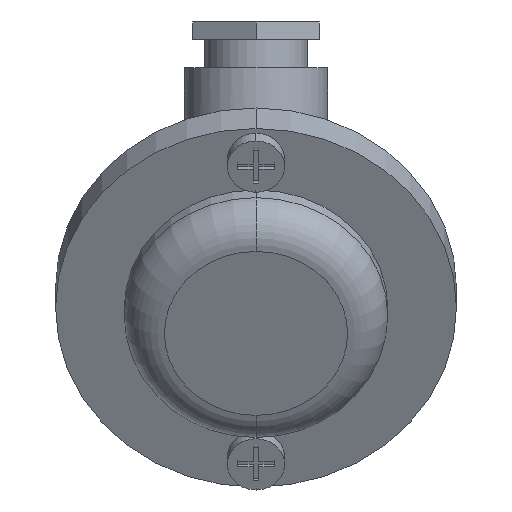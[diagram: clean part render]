
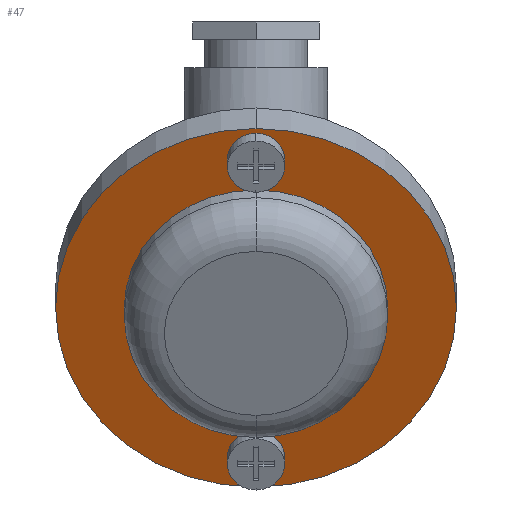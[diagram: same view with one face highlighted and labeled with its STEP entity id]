
A CAD part, front view. The second image highlights one B-rep face of the part: STEP entity #47.
In plain terms, the highlighted planar face has unit normal (0, -0.894, -0.447).
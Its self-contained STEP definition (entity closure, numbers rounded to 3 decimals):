
#18 = EDGE_CURVE ( 'NONE', #656, #2673, #201, .T. ) ;
#22 = EDGE_CURVE ( 'NONE', #1931, #541, #2219, .T. ) ;
#47 = ADVANCED_FACE ( 'NONE', ( #2736, #239, #1994, #2616 ), #555, .T. ) ;
#61 = ORIENTED_EDGE ( 'NONE', *, *, #18, .F. ) ;
#98 = DIRECTION ( 'NONE',  ( 0., -0.894, -0.447 ) ) ;
#111 = ORIENTED_EDGE ( 'NONE', *, *, #1776, .T. ) ;
#137 = CARTESIAN_POINT ( 'NONE',  ( 0., -6.757, 20.626 ) ) ;
#144 = CARTESIAN_POINT ( 'NONE',  ( 0., 4.003, -0.894 ) ) ;
#201 = CIRCLE ( 'NONE', #1260, 5. ) ;
#202 = CARTESIAN_POINT ( 'NONE',  ( 0., 19.235, -31.359 ) ) ;
#239 = FACE_BOUND ( 'NONE', #243, .T. ) ;
#243 = EDGE_LOOP ( 'NONE', ( #2272, #2716 ) ) ;
#250 = CIRCLE ( 'NONE', #297, 35. ) ;
#297 = AXIS2_PLACEMENT_3D ( 'NONE', #2477, #1087, #2949 ) ;
#306 = EDGE_LOOP ( 'NONE', ( #418, #1755 ) ) ;
#315 = CARTESIAN_POINT ( 'NONE',  ( 0., 16.999, -26.887 ) ) ;
#333 = CIRCLE ( 'NONE', #1485, 5. ) ;
#363 = EDGE_CURVE ( 'NONE', #541, #1931, #333, .T. ) ;
#376 = DIRECTION ( 'NONE',  ( 0., -0.894, -0.447 ) ) ;
#418 = ORIENTED_EDGE ( 'NONE', *, *, #2690, .F. ) ;
#541 = VERTEX_POINT ( 'NONE', #137 ) ;
#555 = PLANE ( 'NONE',  #1639 ) ;
#562 = CARTESIAN_POINT ( 'NONE',  ( 0., 14.763, -22.415 ) ) ;
#645 = AXIS2_PLACEMENT_3D ( 'NONE', #1816, #2538, #887 ) ;
#656 = VERTEX_POINT ( 'NONE', #562 ) ;
#777 = DIRECTION ( 'NONE',  ( 0., 0.447, -0.894 ) ) ;
#866 = CARTESIAN_POINT ( 'NONE',  ( 0., 4.003, -0.894 ) ) ;
#887 = DIRECTION ( 'NONE',  ( 0., 0.447, -0.894 ) ) ;
#935 = EDGE_LOOP ( 'NONE', ( #111, #1090 ) ) ;
#1033 = DIRECTION ( 'NONE',  ( 0., 0.447, -0.894 ) ) ;
#1057 = DIRECTION ( 'NONE',  ( 0., 0.447, -0.894 ) ) ;
#1061 = CIRCLE ( 'NONE', #2439, 5. ) ;
#1087 = DIRECTION ( 'NONE',  ( 0., -0.894, -0.447 ) ) ;
#1090 = ORIENTED_EDGE ( 'NONE', *, *, #2560, .T. ) ;
#1105 = VERTEX_POINT ( 'NONE', #1759 ) ;
#1125 = CARTESIAN_POINT ( 'NONE',  ( 0., -11.229, 29.57 ) ) ;
#1157 = VERTEX_POINT ( 'NONE', #2252 ) ;
#1189 = DIRECTION ( 'NONE',  ( 0., -0.894, -0.447 ) ) ;
#1199 = VERTEX_POINT ( 'NONE', #2274 ) ;
#1260 = AXIS2_PLACEMENT_3D ( 'NONE', #315, #1692, #777 ) ;
#1282 = CIRCLE ( 'NONE', #1599, 23. ) ;
#1485 = AXIS2_PLACEMENT_3D ( 'NONE', #2574, #1880, #2819 ) ;
#1525 = EDGE_CURVE ( 'NONE', #1157, #1199, #1282, .T. ) ;
#1557 = DIRECTION ( 'NONE',  ( 0., 0.447, -0.894 ) ) ;
#1599 = AXIS2_PLACEMENT_3D ( 'NONE', #866, #376, #1557 ) ;
#1639 = AXIS2_PLACEMENT_3D ( 'NONE', #2865, #98, #1057 ) ;
#1663 = EDGE_LOOP ( 'NONE', ( #61, #2660 ) ) ;
#1682 = VERTEX_POINT ( 'NONE', #2821 ) ;
#1692 = DIRECTION ( 'NONE',  ( 0., -0.894, -0.447 ) ) ;
#1755 = ORIENTED_EDGE ( 'NONE', *, *, #1525, .F. ) ;
#1759 = CARTESIAN_POINT ( 'NONE',  ( 0., 19.655, -32.199 ) ) ;
#1776 = EDGE_CURVE ( 'NONE', #1682, #1105, #250, .T. ) ;
#1816 = CARTESIAN_POINT ( 'NONE',  ( 0., 4.003, -0.894 ) ) ;
#1880 = DIRECTION ( 'NONE',  ( 0., -0.894, -0.447 ) ) ;
#1931 = VERTEX_POINT ( 'NONE', #1125 ) ;
#1994 = FACE_BOUND ( 'NONE', #306, .T. ) ;
#2036 = CIRCLE ( 'NONE', #2259, 35. ) ;
#2214 = CIRCLE ( 'NONE', #645, 23. ) ;
#2219 = CIRCLE ( 'NONE', #2429, 5. ) ;
#2252 = CARTESIAN_POINT ( 'NONE',  ( 0., 14.289, -21.466 ) ) ;
#2259 = AXIS2_PLACEMENT_3D ( 'NONE', #144, #2686, #2720 ) ;
#2272 = ORIENTED_EDGE ( 'NONE', *, *, #22, .F. ) ;
#2274 = CARTESIAN_POINT ( 'NONE',  ( 0., -6.283, 19.677 ) ) ;
#2317 = DIRECTION ( 'NONE',  ( 0., 0.447, -0.894 ) ) ;
#2328 = CARTESIAN_POINT ( 'NONE',  ( 0., 16.999, -26.887 ) ) ;
#2398 = DIRECTION ( 'NONE',  ( 0., -0.894, -0.447 ) ) ;
#2429 = AXIS2_PLACEMENT_3D ( 'NONE', #2437, #2398, #1033 ) ;
#2437 = CARTESIAN_POINT ( 'NONE',  ( 0., -8.993, 25.098 ) ) ;
#2439 = AXIS2_PLACEMENT_3D ( 'NONE', #2328, #1189, #2317 ) ;
#2477 = CARTESIAN_POINT ( 'NONE',  ( 0., 4.003, -0.894 ) ) ;
#2538 = DIRECTION ( 'NONE',  ( 0., -0.894, -0.447 ) ) ;
#2560 = EDGE_CURVE ( 'NONE', #1105, #1682, #2036, .T. ) ;
#2574 = CARTESIAN_POINT ( 'NONE',  ( 0., -8.993, 25.098 ) ) ;
#2616 = FACE_OUTER_BOUND ( 'NONE', #935, .T. ) ;
#2660 = ORIENTED_EDGE ( 'NONE', *, *, #2792, .F. ) ;
#2673 = VERTEX_POINT ( 'NONE', #202 ) ;
#2686 = DIRECTION ( 'NONE',  ( 0., -0.894, -0.447 ) ) ;
#2690 = EDGE_CURVE ( 'NONE', #1199, #1157, #2214, .T. ) ;
#2716 = ORIENTED_EDGE ( 'NONE', *, *, #363, .F. ) ;
#2720 = DIRECTION ( 'NONE',  ( 0., 0.447, -0.894 ) ) ;
#2736 = FACE_BOUND ( 'NONE', #1663, .T. ) ;
#2792 = EDGE_CURVE ( 'NONE', #2673, #656, #1061, .T. ) ;
#2819 = DIRECTION ( 'NONE',  ( 0., 0.447, -0.894 ) ) ;
#2821 = CARTESIAN_POINT ( 'NONE',  ( 0., -11.65, 30.411 ) ) ;
#2865 = CARTESIAN_POINT ( 'NONE',  ( 0., 4.003, -0.894 ) ) ;
#2949 = DIRECTION ( 'NONE',  ( 0., 0.447, -0.894 ) ) ;
